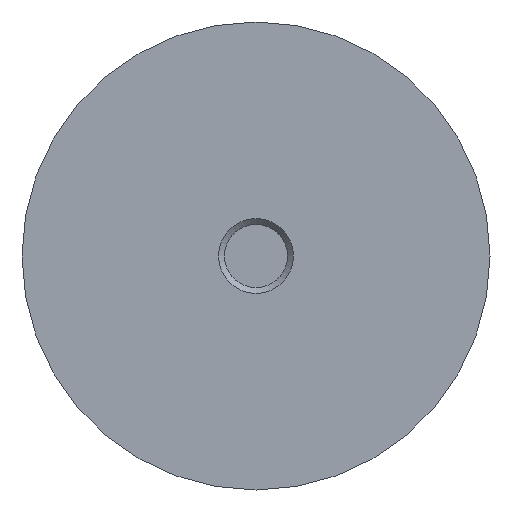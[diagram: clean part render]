
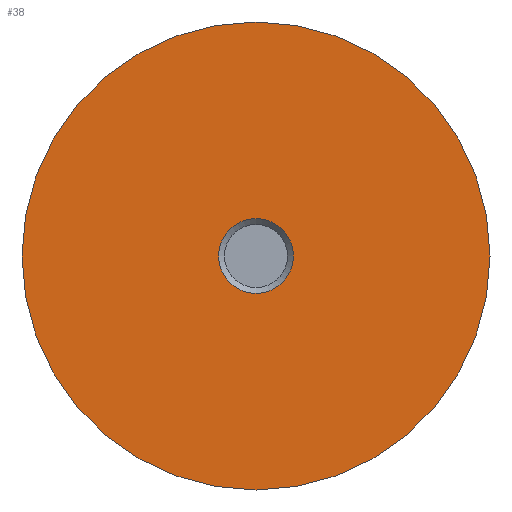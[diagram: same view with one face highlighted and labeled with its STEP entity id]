
A CAD part, front view. The second image highlights one B-rep face of the part: STEP entity #38.
In plain terms, the highlighted planar face has unit normal (0, -1, 0).
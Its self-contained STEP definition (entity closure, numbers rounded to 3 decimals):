
#38 = ADVANCED_FACE( '', ( #74, #75 ), #76, .F. );
#74 = FACE_BOUND( '', #103, .T. );
#75 = FACE_OUTER_BOUND( '', #104, .T. );
#76 = PLANE( '', #105 );
#103 = EDGE_LOOP( '', ( #134 ) );
#104 = EDGE_LOOP( '', ( #135 ) );
#105 = AXIS2_PLACEMENT_3D( '', #136, #137, #138 );
#134 = ORIENTED_EDGE( '', *, *, #149, .F. );
#135 = ORIENTED_EDGE( '', *, *, #145, .T. );
#136 = CARTESIAN_POINT( '', ( 37.5, 0., 0. ) );
#137 = DIRECTION( '', ( 0., 1., 0. ) );
#138 = DIRECTION( '', ( 0., 0., 1. ) );
#145 = EDGE_CURVE( '', #156, #156, #157, .T. );
#149 = EDGE_CURVE( '', #163, #163, #164, .T. );
#156 = VERTEX_POINT( '', #172 );
#157 = CIRCLE( '', #173, 37.5 );
#163 = VERTEX_POINT( '', #179 );
#164 = CIRCLE( '', #180, 6. );
#172 = CARTESIAN_POINT( '', ( 0., 0., -37.5 ) );
#173 = AXIS2_PLACEMENT_3D( '', #187, #188, #189 );
#179 = CARTESIAN_POINT( '', ( 0., 0., -6. ) );
#180 = AXIS2_PLACEMENT_3D( '', #196, #197, #198 );
#187 = CARTESIAN_POINT( '', ( 0., 0., 0. ) );
#188 = DIRECTION( '', ( 0., -1., 0. ) );
#189 = DIRECTION( '', ( 0., 0., -1. ) );
#196 = CARTESIAN_POINT( '', ( 0., 0., 0. ) );
#197 = DIRECTION( '', ( 0., -1., 0. ) );
#198 = DIRECTION( '', ( 0., 0., -1. ) );
